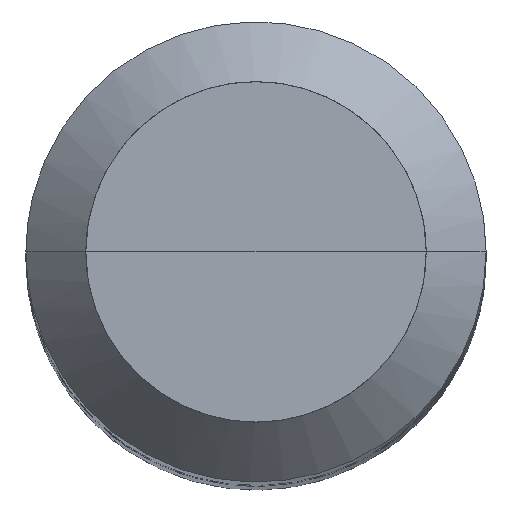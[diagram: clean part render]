
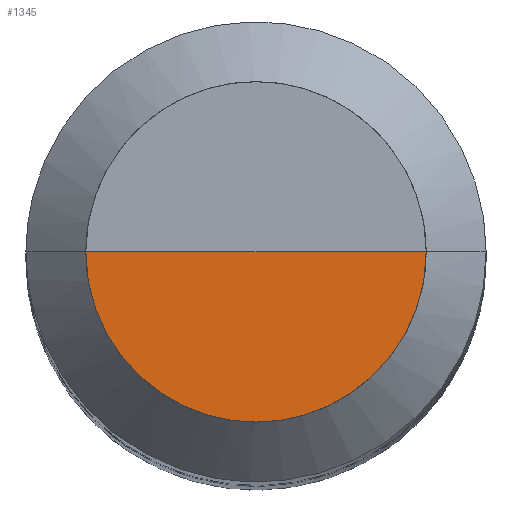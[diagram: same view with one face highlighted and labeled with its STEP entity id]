
A CAD part, top view. The second image highlights one B-rep face of the part: STEP entity #1345.
In plain terms, the highlighted free-form (B-spline) face has degree [1, 2] with [2, 5] control points.
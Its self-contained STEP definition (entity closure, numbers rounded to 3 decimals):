
#1034=CARTESIAN_POINT('',(3.7,0.0,40.0));
#1038=CARTESIAN_POINT('',(-3.7,0.0,40.0));
#1039=CARTESIAN_POINT('',(0.0,0.0,40.0));
#1046=CARTESIAN_POINT('',(-3.7,-3.7,40.0));
#1047=CARTESIAN_POINT('',(0.0,-3.7,40.0));
#1048=CARTESIAN_POINT('',(3.7,-3.7,40.0));
#1330=(
BOUNDED_SURFACE()
B_SPLINE_SURFACE(1,2,(
(#1038,#1046,#1047,#1048,#1034),
(#1039,#1039,#1039,#1039,#1039)
), .UNSPECIFIED.,.F.,.F.,.F.)
B_SPLINE_SURFACE_WITH_KNOTS((2,2),(3,2,3),(
0.0,1.0),(
0.0,0.5,1.0), .UNSPECIFIED.)
GEOMETRIC_REPRESENTATION_ITEM()
RATIONAL_B_SPLINE_SURFACE(((1.0,0.707,1.0,0.707,1.0),
(1.0,0.707,1.0,0.707,1.0)
))
REPRESENTATION_ITEM('')
SURFACE()
);
#1331=(
BOUNDED_CURVE()
B_SPLINE_CURVE(1,(#1039,#1034),.UNSPECIFIED.,.F.,.F.)
B_SPLINE_CURVE_WITH_KNOTS((2,2),
(0.0,1.0),.UNSPECIFIED.)
CURVE()
GEOMETRIC_REPRESENTATION_ITEM()
RATIONAL_B_SPLINE_CURVE((1.0,1.0))
REPRESENTATION_ITEM('')
);
#1332=(
BOUNDED_CURVE()
B_SPLINE_CURVE(2,(#1034,#1048,#1047,#1046,#1038),.UNSPECIFIED.,.F.,.F.)
B_SPLINE_CURVE_WITH_KNOTS((3,2,3),
(0.0,0.5,1.0),.UNSPECIFIED.)
CURVE()
GEOMETRIC_REPRESENTATION_ITEM()
RATIONAL_B_SPLINE_CURVE((1.0,0.707,1.0,0.707,1.0))
REPRESENTATION_ITEM('')
);
#1333=(
BOUNDED_CURVE()
B_SPLINE_CURVE(1,(#1038,#1039),.UNSPECIFIED.,.F.,.F.)
B_SPLINE_CURVE_WITH_KNOTS((2,2),
(0.0,1.0),.UNSPECIFIED.)
CURVE()
GEOMETRIC_REPRESENTATION_ITEM()
RATIONAL_B_SPLINE_CURVE((1.0,1.0))
REPRESENTATION_ITEM('')
);
#1334=VERTEX_POINT('',#1034);
#1335=VERTEX_POINT('',#1038);
#1336=VERTEX_POINT('',#1039);
#1337=EDGE_CURVE('',#1336,#1334,#1331,.T.);
#1338=EDGE_CURVE('',#1334,#1335,#1332,.T.);
#1339=EDGE_CURVE('',#1335,#1336,#1333,.T.);
#1340=ORIENTED_EDGE('',*,*,#1337,.T.);
#1341=ORIENTED_EDGE('',*,*,#1338,.T.);
#1342=ORIENTED_EDGE('',*,*,#1339,.T.);
#1343=EDGE_LOOP('',(#1340,#1341,#1342));
#1344=FACE_OUTER_BOUND('',#1343,.T.);
#1345=ADVANCED_FACE('',(#1344),#1330,.T.);
